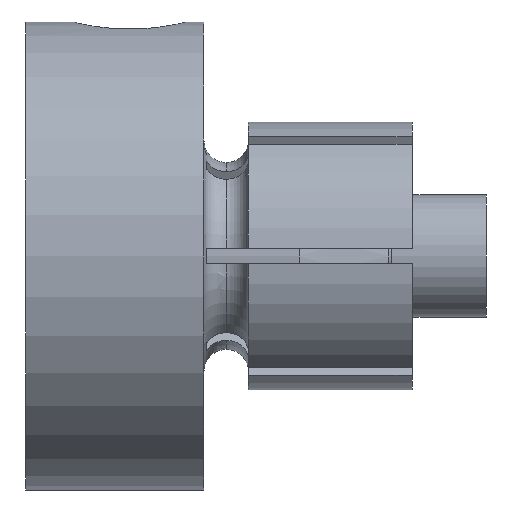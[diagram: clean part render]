
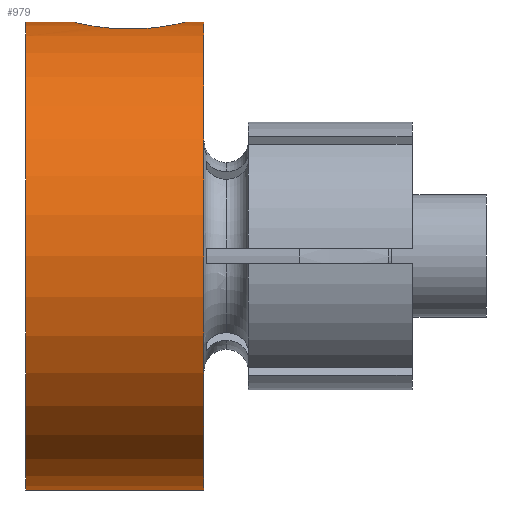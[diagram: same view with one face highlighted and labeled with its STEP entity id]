
A CAD part, front view. The second image highlights one B-rep face of the part: STEP entity #979.
In plain terms, the highlighted cylindrical face has radius 24.994 mm (diameter 49.987 mm), a partial arc.
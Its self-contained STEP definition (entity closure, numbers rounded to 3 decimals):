
#355 = EDGE_CURVE ( 'NONE', #381, #515, #2826, .T. ) ;
#359 = EDGE_CURVE ( 'NONE', #509, #506, #2595, .T. ) ;
#381 = VERTEX_POINT ( 'NONE', #3008 ) ;
#382 = VERTEX_POINT ( 'NONE', #3007 ) ;
#384 = EDGE_CURVE ( 'NONE', #382, #506, #3006, .T. ) ;
#506 = VERTEX_POINT ( 'NONE', #3194 ) ;
#509 = VERTEX_POINT ( 'NONE', #3193 ) ;
#511 = EDGE_CURVE ( 'NONE', #509, #512, #3120, .T. ) ;
#512 = VERTEX_POINT ( 'NONE', #3116 ) ;
#515 = VERTEX_POINT ( 'NONE', #3115 ) ;
#645 = EDGE_LOOP ( 'NONE', ( #980, #981, #982, #964, #966, #967 ) ) ;
#964 = ORIENTED_EDGE ( 'NONE', *, *, #965, .F. ) ;
#965 = EDGE_CURVE ( 'NONE', #512, #515, #4095, .T. ) ;
#966 = ORIENTED_EDGE ( 'NONE', *, *, #511, .F. ) ;
#967 = ORIENTED_EDGE ( 'NONE', *, *, #359, .T. ) ;
#979 = ADVANCED_FACE ( 'NONE', ( #4304 ), #4300, .T. ) ;
#980 = ORIENTED_EDGE ( 'NONE', *, *, #384, .F. ) ;
#981 = ORIENTED_EDGE ( 'NONE', *, *, #1303, .T. ) ;
#982 = ORIENTED_EDGE ( 'NONE', *, *, #355, .T. ) ;
#1303 = EDGE_CURVE ( 'NONE', #382, #381, #4630, .T. ) ;
#2593 = CARTESIAN_POINT ( 'NONE',  ( 17.164, -0.397, 24.994 ) ) ;
#2594 = CARTESIAN_POINT ( 'NONE',  ( 17.164, 0., 24.994 ) ) ;
#2595 = B_SPLINE_CURVE_WITH_KNOTS ( 'NONE', 3,
 ( #2594, #2593, #2655, #2654, #2653, #2652, #2651, #2650, #2649, #2648, #2647, #2646, #2645, #2644, #2643, #2642, #2641, #2640, #2639, #2638, #2637, #2636, #2635, #2634, #2633, #2632, #2631, #2630, #2629, #2628, #2627, #2626, #2625, #2624, #2623, #2622, #2621, #2620, #2619, #2618, #2617, #2616 ),
 .UNSPECIFIED., .F., .F.,
 ( 4, 2, 2, 2, 2, 2, 2, 2, 2, 2, 2, 2, 2, 2, 2, 2, 2, 2, 2, 2, 4 ),
 ( 0.019, 0.02, 0.021, 0.022, 0.023, 0.024, 0.025, 0.026, 0.027, 0.028, 0.029, 0.03, 0.031, 0.032, 0.033, 0.033, 0.034, 0.034, 0.036, 0.037, 0.038 ),
 .UNSPECIFIED. ) ;
#2616 = CARTESIAN_POINT ( 'NONE',  ( 5.036, 0., 24.994 ) ) ;
#2617 = CARTESIAN_POINT ( 'NONE',  ( 5.036, -0.402, 24.994 ) ) ;
#2618 = CARTESIAN_POINT ( 'NONE',  ( 5.075, -0.799, 24.984 ) ) ;
#2619 = CARTESIAN_POINT ( 'NONE',  ( 5.232, -1.58, 24.947 ) ) ;
#2620 = CARTESIAN_POINT ( 'NONE',  ( 5.35, -1.966, 24.919 ) ) ;
#2621 = CARTESIAN_POINT ( 'NONE',  ( 5.654, -2.696, 24.85 ) ) ;
#2622 = CARTESIAN_POINT ( 'NONE',  ( 5.84, -3.044, 24.81 ) ) ;
#2623 = CARTESIAN_POINT ( 'NONE',  ( 6.172, -3.54, 24.742 ) ) ;
#2624 = CARTESIAN_POINT ( 'NONE',  ( 6.291, -3.7, 24.719 ) ) ;
#2625 = CARTESIAN_POINT ( 'NONE',  ( 6.543, -4.006, 24.671 ) ) ;
#2626 = CARTESIAN_POINT ( 'NONE',  ( 6.675, -4.152, 24.647 ) ) ;
#2627 = CARTESIAN_POINT ( 'NONE',  ( 6.953, -4.43, 24.598 ) ) ;
#2628 = CARTESIAN_POINT ( 'NONE',  ( 7.099, -4.562, 24.574 ) ) ;
#2629 = CARTESIAN_POINT ( 'NONE',  ( 7.405, -4.813, 24.526 ) ) ;
#2630 = CARTESIAN_POINT ( 'NONE',  ( 7.566, -4.932, 24.502 ) ) ;
#2631 = CARTESIAN_POINT ( 'NONE',  ( 8.062, -5.264, 24.434 ) ) ;
#2632 = CARTESIAN_POINT ( 'NONE',  ( 8.41, -5.45, 24.393 ) ) ;
#2633 = CARTESIAN_POINT ( 'NONE',  ( 9.142, -5.753, 24.323 ) ) ;
#2634 = CARTESIAN_POINT ( 'NONE',  ( 9.529, -5.871, 24.294 ) ) ;
#2635 = CARTESIAN_POINT ( 'NONE',  ( 10.307, -6.025, 24.257 ) ) ;
#2636 = CARTESIAN_POINT ( 'NONE',  ( 10.702, -6.064, 24.247 ) ) ;
#2637 = CARTESIAN_POINT ( 'NONE',  ( 11.302, -6.064, 24.247 ) ) ;
#2638 = CARTESIAN_POINT ( 'NONE',  ( 11.503, -6.054, 24.249 ) ) ;
#2639 = CARTESIAN_POINT ( 'NONE',  ( 11.9, -6.015, 24.259 ) ) ;
#2640 = CARTESIAN_POINT ( 'NONE',  ( 12.096, -5.985, 24.266 ) ) ;
#2641 = CARTESIAN_POINT ( 'NONE',  ( 12.678, -5.869, 24.295 ) ) ;
#2642 = CARTESIAN_POINT ( 'NONE',  ( 13.06, -5.753, 24.323 ) ) ;
#2643 = CARTESIAN_POINT ( 'NONE',  ( 13.797, -5.446, 24.394 ) ) ;
#2644 = CARTESIAN_POINT ( 'NONE',  ( 14.145, -5.259, 24.435 ) ) ;
#2645 = CARTESIAN_POINT ( 'NONE',  ( 14.8, -4.821, 24.525 ) ) ;
#2646 = CARTESIAN_POINT ( 'NONE',  ( 15.11, -4.566, 24.575 ) ) ;
#2647 = CARTESIAN_POINT ( 'NONE',  ( 15.669, -4.007, 24.672 ) ) ;
#2648 = CARTESIAN_POINT ( 'NONE',  ( 15.919, -3.702, 24.72 ) ) ;
#2649 = CARTESIAN_POINT ( 'NONE',  ( 16.25, -3.209, 24.787 ) ) ;
#2650 = CARTESIAN_POINT ( 'NONE',  ( 16.353, -3.037, 24.809 ) ) ;
#2651 = CARTESIAN_POINT ( 'NONE',  ( 16.541, -2.686, 24.85 ) ) ;
#2652 = CARTESIAN_POINT ( 'NONE',  ( 16.625, -2.507, 24.868 ) ) ;
#2653 = CARTESIAN_POINT ( 'NONE',  ( 16.853, -1.959, 24.919 ) ) ;
#2654 = CARTESIAN_POINT ( 'NONE',  ( 16.969, -1.579, 24.947 ) ) ;
#2655 = CARTESIAN_POINT ( 'NONE',  ( 17.126, -0.792, 24.984 ) ) ;
#2818 = DIRECTION ( 'NONE',  ( 1., 0., 0. ) ) ;
#2819 = VECTOR ( 'NONE', #2818, 1000. ) ;
#2820 = CARTESIAN_POINT ( 'NONE',  ( -7.13, 0., -24.994 ) ) ;
#2826 = LINE ( 'NONE', #2820, #2819 ) ;
#3003 = DIRECTION ( 'NONE',  ( 1., 0., 0. ) ) ;
#3004 = VECTOR ( 'NONE', #3003, 1000. ) ;
#3005 = CARTESIAN_POINT ( 'NONE',  ( -7.13, 0., 24.994 ) ) ;
#3006 = LINE ( 'NONE', #3005, #3004 ) ;
#3007 = CARTESIAN_POINT ( 'NONE',  ( 0., 0., 24.994 ) ) ;
#3008 = CARTESIAN_POINT ( 'NONE',  ( 0., 0., -24.994 ) ) ;
#3115 = CARTESIAN_POINT ( 'NONE',  ( 19.05, 0., -24.994 ) ) ;
#3116 = CARTESIAN_POINT ( 'NONE',  ( 19.05, 0., 24.994 ) ) ;
#3117 = DIRECTION ( 'NONE',  ( 1., 0., 0. ) ) ;
#3118 = VECTOR ( 'NONE', #3117, 1000. ) ;
#3119 = CARTESIAN_POINT ( 'NONE',  ( -7.13, 0., 24.994 ) ) ;
#3120 = LINE ( 'NONE', #3119, #3118 ) ;
#3193 = CARTESIAN_POINT ( 'NONE',  ( 17.164, 0., 24.994 ) ) ;
#3194 = CARTESIAN_POINT ( 'NONE',  ( 5.036, 0., 24.994 ) ) ;
#4088 = DIRECTION ( 'NONE',  ( 0., 0., -1. ) ) ;
#4089 = DIRECTION ( 'NONE',  ( 1., 0., 0. ) ) ;
#4090 = CARTESIAN_POINT ( 'NONE',  ( 19.05, 0., 0. ) ) ;
#4091 = AXIS2_PLACEMENT_3D ( 'NONE', #4090, #4089, #4088 ) ;
#4095 = CIRCLE ( 'NONE', #4091, 24.994 ) ;
#4295 = DIRECTION ( 'NONE',  ( 0., 0., -1. ) ) ;
#4296 = DIRECTION ( 'NONE',  ( 1., 0., 0. ) ) ;
#4297 = AXIS2_PLACEMENT_3D ( 'NONE', #4299, #4296, #4295 ) ;
#4299 = CARTESIAN_POINT ( 'NONE',  ( -7.13, 0., 0. ) ) ;
#4300 = CYLINDRICAL_SURFACE ( 'NONE', #4297, 24.994 ) ;
#4304 = FACE_OUTER_BOUND ( 'NONE', #645, .T. ) ;
#4626 = DIRECTION ( 'NONE',  ( 0., 0., -1. ) ) ;
#4627 = DIRECTION ( 'NONE',  ( 1., 0., 0. ) ) ;
#4628 = CARTESIAN_POINT ( 'NONE',  ( 0., 0., 0. ) ) ;
#4629 = AXIS2_PLACEMENT_3D ( 'NONE', #4628, #4627, #4626 ) ;
#4630 = CIRCLE ( 'NONE', #4629, 24.994 ) ;
